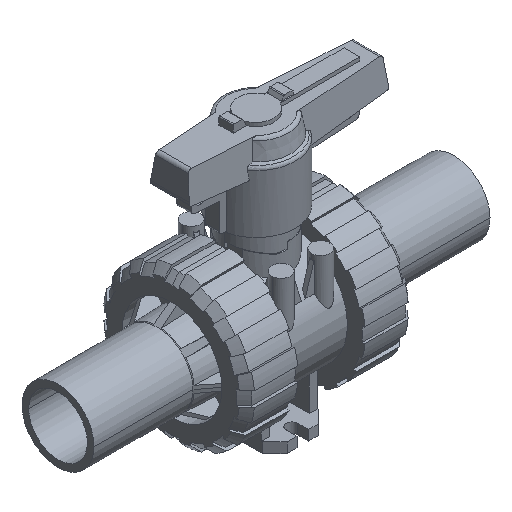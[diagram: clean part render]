
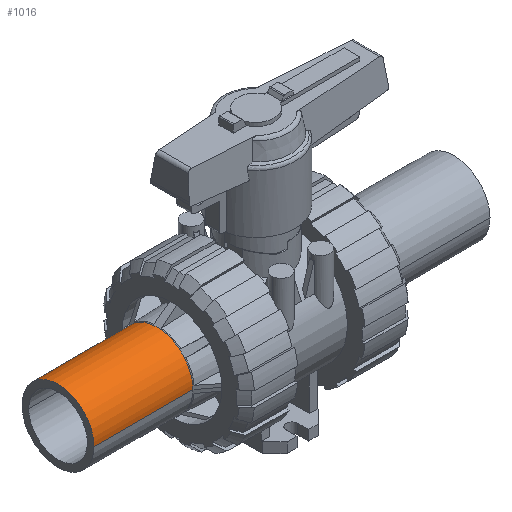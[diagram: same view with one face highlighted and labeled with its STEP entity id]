
A CAD part, isometric view. The second image highlights one B-rep face of the part: STEP entity #1016.
In plain terms, the highlighted free-form (B-spline) face has degree [8, 1] with [9, 2] control points.
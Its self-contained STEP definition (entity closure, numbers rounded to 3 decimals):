
#1016=ADVANCED_FACE('',(#2289),#2290,.T.);
#2289=FACE_OUTER_BOUND('',#4442,.T.);
#2290=B_SPLINE_SURFACE_WITH_KNOTS('',8,1,((#4443,#4444),(#4445,#4446),(#4447,#4448),(#4449,#4450),(#4451,#4452),(#4453,#4454),(#4455,#4456),(#4457,#4458),(#4459,#4460)),.UNSPECIFIED.,.F.,.F.,.F.,(9,9),(2,2),(-6.284,-3.141),(10979.981,11034.883),.UNSPECIFIED.);
#4442=EDGE_LOOP('',(#7395,#7396,#7397,#7398));
#4443=CARTESIAN_POINT('',(-110.001,20.,50.98));
#4444=CARTESIAN_POINT('',(-55.099,20.1,50.98));
#4445=CARTESIAN_POINT('',(-110.001,20.008,58.839));
#4446=CARTESIAN_POINT('',(-55.099,20.108,58.878));
#4447=CARTESIAN_POINT('',(-110.001,16.487,66.701));
#4448=CARTESIAN_POINT('',(-55.099,16.569,66.78));
#4449=CARTESIAN_POINT('',(-110.001,9.438,72.718));
#4450=CARTESIAN_POINT('',(-55.099,9.485,72.827));
#4451=CARTESIAN_POINT('',(-110.001,-0.002,75.042));
#4452=CARTESIAN_POINT('',(-55.099,-0.002,75.162));
#4453=CARTESIAN_POINT('',(-110.001,-9.435,72.718));
#4454=CARTESIAN_POINT('',(-55.099,-9.483,72.827));
#4455=CARTESIAN_POINT('',(-110.001,-16.487,66.701));
#4456=CARTESIAN_POINT('',(-55.099,-16.569,66.78));
#4457=CARTESIAN_POINT('',(-110.001,-20.008,58.839));
#4458=CARTESIAN_POINT('',(-55.099,-20.108,58.878));
#4459=CARTESIAN_POINT('',(-110.001,-20.,50.98));
#4460=CARTESIAN_POINT('',(-55.099,-20.1,50.98));
#7395=ORIENTED_EDGE('',*,*,#11403,.T.);
#7396=ORIENTED_EDGE('',*,*,#11394,.T.);
#7397=ORIENTED_EDGE('',*,*,#11405,.T.);
#7398=ORIENTED_EDGE('',*,*,#11407,.F.);
#11394=EDGE_CURVE('',#13698,#13699,#13700,.T.);
#11403=EDGE_CURVE('',#13711,#13698,#13712,.T.);
#11405=EDGE_CURVE('',#13699,#13713,#13715,.T.);
#11407=EDGE_CURVE('',#13711,#13713,#13717,.T.);
#13698=VERTEX_POINT('',#18186);
#13699=VERTEX_POINT('',#18187);
#13700=B_SPLINE_CURVE_WITH_KNOTS('',8,(#18188,#18189,#18190,#18191,#18192,#18193,#18194,#18195,#18196),.UNSPECIFIED.,.F.,.F.,(9,9),(0.,0.063),.UNSPECIFIED.);
#13711=VERTEX_POINT('',#18233);
#13712=LINE('',#18234,#18235);
#13713=VERTEX_POINT('',#18236);
#13715=LINE('',#18246,#18247);
#13717=B_SPLINE_CURVE_WITH_KNOTS('',8,(#18249,#18250,#18251,#18252,#18253,#18254,#18255,#18256,#18257),.UNSPECIFIED.,.F.,.F.,(9,9),(-6.283,-3.142),.UNSPECIFIED.);
#18186=CARTESIAN_POINT('',(-110.0,20.,51.));
#18187=CARTESIAN_POINT('',(-110.0,-20.,51.));
#18188=CARTESIAN_POINT('',(-110.0,20.,51.));
#18189=CARTESIAN_POINT('',(-110.0,20.,58.854));
#18190=CARTESIAN_POINT('',(-110.0,16.476,66.708));
#18191=CARTESIAN_POINT('',(-110.0,9.43,72.716));
#18192=CARTESIAN_POINT('',(-110.0,-0.002,75.036));
#18193=CARTESIAN_POINT('',(-110.0,-9.427,72.716));
#18194=CARTESIAN_POINT('',(-110.0,-16.475,66.708));
#18195=CARTESIAN_POINT('',(-110.0,-20.,58.854));
#18196=CARTESIAN_POINT('',(-110.0,-20.,51.));
#18233=CARTESIAN_POINT('',(-55.1,20.1,51.));
#18234=CARTESIAN_POINT('',(-82.55,20.05,51.));
#18235=VECTOR('',#23485,1000.0);
#18236=CARTESIAN_POINT('',(-55.1,-20.1,51.));
#18246=CARTESIAN_POINT('',(-82.55,-20.05,51.));
#18247=VECTOR('',#23486,1000.0);
#18249=CARTESIAN_POINT('',(-55.1,20.1,51.));
#18250=CARTESIAN_POINT('',(-55.1,20.1,58.893));
#18251=CARTESIAN_POINT('',(-55.1,16.558,66.786));
#18252=CARTESIAN_POINT('',(-55.1,9.477,72.825));
#18253=CARTESIAN_POINT('',(-55.1,-0.002,75.156));
#18254=CARTESIAN_POINT('',(-55.1,-9.474,72.825));
#18255=CARTESIAN_POINT('',(-55.1,-16.558,66.786));
#18256=CARTESIAN_POINT('',(-55.1,-20.1,58.893));
#18257=CARTESIAN_POINT('',(-55.1,-20.1,51.));
#23485=DIRECTION('',(-1.,-0.002,0.));
#23486=DIRECTION('',(1.,-0.002,0.));
